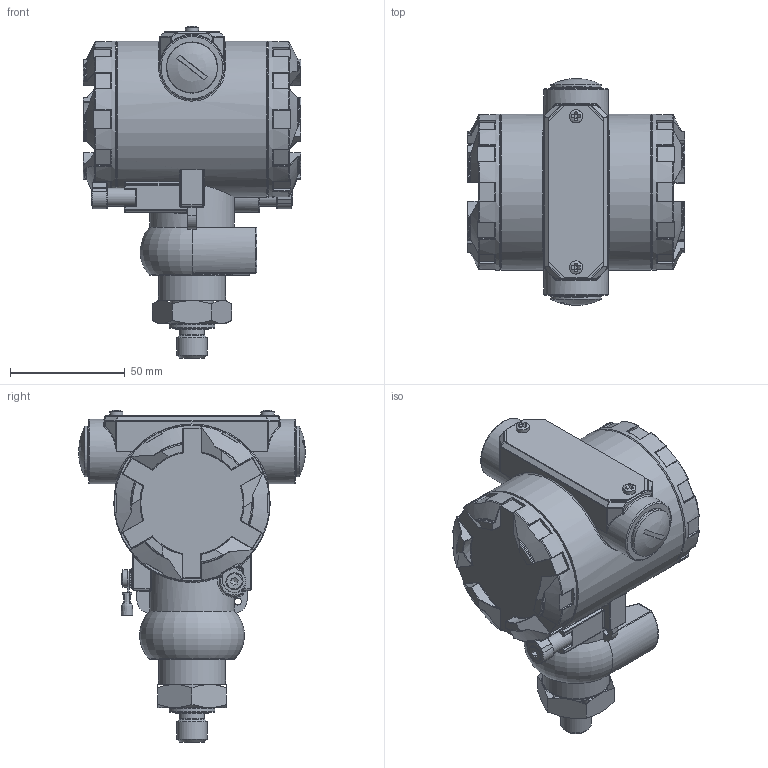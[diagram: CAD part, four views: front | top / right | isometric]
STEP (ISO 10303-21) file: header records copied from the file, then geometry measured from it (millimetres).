
FILE_DESCRIPTION(('STEP AP214'), '1');
FILE_NAME('(01G5)ﾊﾓﾂﾔ.406233.11C-D-01G5ﾑﾁ (ﾏﾄ100ﾈ-ﾄﾈD-1G5-X-X)', '', ('UNSPECIFIED'), ('UNSPECIFIED'), 'ASCON STEP Converter 1.6', 'ASCON Math Kernel', '');
FILE_SCHEMA(('AUTOMOTIVE_DESIGN { 1 0 10303 214 3 1 1}'));
Length unit declared in the file: millimetre
Products named in the file (34): 弝謹.406233.11C-D; BP11-A/B; ﾂﾐ11ﾂ; BP11-4; BP11b; BP11-15; 鎔艜 DIN7985 M3x4 A2; 鎔艜 DIN7985 M4x8 A2; 弝謹.714151.430.1583; 鎔艜 DIN912 M4x20 A2; Âèíò Ì3-6gõ5.88.35Õ.09; 鎔艜 DIN914 M4x12 A2; ﾘ琺矜-胙魵褞 4 DIN127 A2 B; ﾘ琺矜 DIN125 M4 A2; 鎔艜 DIN7985 M4x16 A2; ﾘ琺矜 ﾌ4 DIN6797A; GB819-85; Çàãëóøêà êàáåëüíîãî ââîäà NCM20; Êîëüöî óïëîòíèòåëüíîå äëÿ çàãëóøêè NCM20; 弝謹.741542.430.2086; BP11-16; BP11-3; ring cable lug m4: ring cable lug m4: ring cable lug m4; 弝謹.301619.320.1347; 弝謹.713541.430.1496; PC10-XG4wU5C â ñáîðå; NBR; PC10-XG4wU5C; 弝謹.711211.430.219; 013-016-19 襞旂 9833
Assembly tree (54 placements, depth 4):
  弝謹.406233.11C-D
    BP11-A/B
      ﾂﾐ11ﾂ
    BP11-4
    BP11b  x4
    BP11-15  x4
    鎔艜 DIN7985 M3x4 A2  x2
    鎔艜 DIN7985 M4x8 A2
    弝謹.714151.430.1583  x2
    鎔艜 DIN912 M4x20 A2  x2
    Âèíò Ì3-6gõ5.88.35Õ.09  x2
    鎔艜 DIN914 M4x12 A2
    ﾘ琺矜-胙魵褞 4 DIN127 A2 B  x2
    ﾘ琺矜 DIN125 M4 A2
    鎔艜 DIN7985 M4x16 A2  x2
    ﾘ琺矜 ﾌ4 DIN6797A
    GB819-85  x4
    (unnamed)  x4
    Çàãëóøêà êàáåëüíîãî ââîäà NCM20  x2
      (unnamed)
      Êîëüöî óïëîòíèòåëüíîå äëÿ çàãëóøêè NCM20
    弝謹.741542.430.2086
    BP11-16  x2
    BP11-3  x2
    (unnamed)
      ring cable lug m4: ring cable lug m4: ring cable lug m4
      ring cable lug m4: ring cable lug m4: ring cable lug m4
    弝謹.301619.320.1347
      弝謹.713541.430.1496
      PC10-XG4wU5C â ñáîðå
        NBR
        PC10-XG4wU5C
      弝謹.711211.430.219
      013-016-19 襞旂 9833
Bounding box: 94.8 x 98.76 x 144.59 mm (x, y, z)
Volume: 260558.3 mm3; surface area: 126997.6 mm2
Topology: 49 solids, 50 shells, 2064 faces, 5037 edges, 3033 vertices
Faces by surface type: cylinder 657, plane 628, bspline 341, torus 283, cone 93, sphere 62
Full cylindrical faces by diameter (mm): 1.6 x1, 1.8 x5, 2 x8, 2.013 x2, 2.4 x2, 2.459 x2, 2.5 x2, 3 x13, 3.2 x3, 3.242 x11, 3.5 x3, 4 x11, 4.1 x2, 4.2 x6, 4.3 x2, 4.7 x2, 4.8 x4, 4.917 x2, 5 x8, 5.5 x4, 5.7 x2, 6 x8, 6.7 x4, 7 x2, 7.5 x2, 7.6 x2, 7.64 x3, 8 x4, 9 x4, 10 x3
Entity records: 91058 total; most frequent: CARTESIAN_POINT 46642, ORIENTED_EDGE 6239, DIRECTION 6181, EDGE_CURVE 3124, AXIS2_PLACEMENT_3D 2620, VERTEX_POINT 2062, EDGE_LOOP 1802, FACE_BOUND 1542
